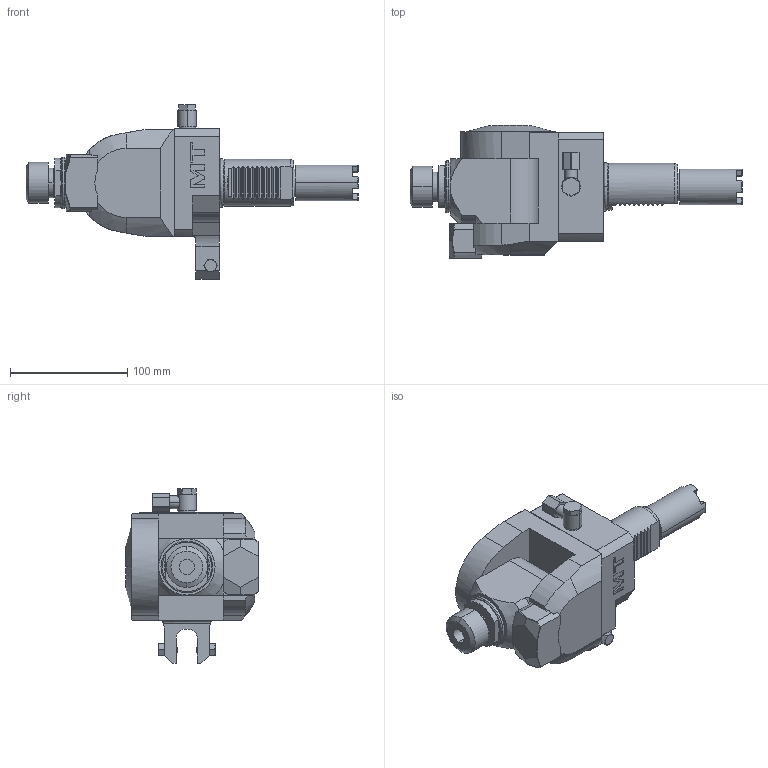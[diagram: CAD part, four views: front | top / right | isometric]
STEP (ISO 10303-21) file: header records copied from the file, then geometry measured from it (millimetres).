
FILE_DESCRIPTION((''),'2;1');
FILE_NAME('HAS0450120_CONF','2024-12-19T11:18:57',('fpalella'),('M.T. srl'),'CREO PARAMETRIC BY PTC INC, 2023352','CREO PARAMETRIC BY PTC INC, 2023352','');
FILE_SCHEMA(('CONFIG_CONTROL_DESIGN'));
Length unit declared in the file: millimetre
Products named in the file (1): HAS0450120_CONF
Bounding box: 282.71 x 113.2 x 148.5 mm (x, y, z)
Volume: 1068114.5 mm3; surface area: 101590.3 mm2
Topology: 1 solids, 1 shells, 443 faces, 1170 edges, 752 vertices
Faces by surface type: plane 253, cylinder 109, cone 60, torus 11, bspline 4, extrusion 4, sphere 2
Entity records: 15464 total; most frequent: CARTESIAN_POINT 4723, ORIENTED_EDGE 2336, DIRECTION 2087, EDGE_CURVE 1168, VERTEX_POINT 752, AXIS2_PLACEMENT_3D 733, VECTOR 621, LINE 617
